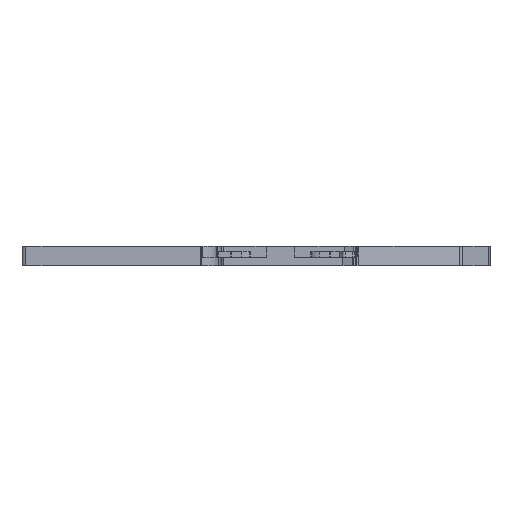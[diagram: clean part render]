
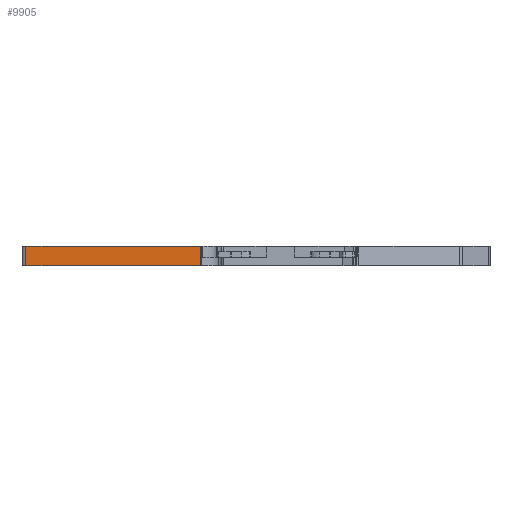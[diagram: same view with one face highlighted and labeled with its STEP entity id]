
A CAD part, front view. The second image highlights one B-rep face of the part: STEP entity #9905.
In plain terms, the highlighted planar face has unit normal (0, -1, 0).
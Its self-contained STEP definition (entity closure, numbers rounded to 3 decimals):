
#1696 = AXIS2_PLACEMENT_3D ( 'NONE', #9809, #9156, #8937 ) ;
#2254 = VERTEX_POINT ( 'NONE', #28622 ) ;
#3289 = LINE ( 'NONE', #5149, #9418 ) ;
#3677 = FACE_OUTER_BOUND ( 'NONE', #15457, .T. ) ;
#5002 = DIRECTION ( 'NONE',  ( 0., 0., -1. ) ) ;
#5149 = CARTESIAN_POINT ( 'NONE',  ( -23.633, -41.303, 4.438 ) ) ;
#6107 = ORIENTED_EDGE ( 'NONE', *, *, #16108, .T. ) ;
#6119 = VECTOR ( 'NONE', #33144, 1000. ) ;
#6132 = LINE ( 'NONE', #6838, #20134 ) ;
#6838 = CARTESIAN_POINT ( 'NONE',  ( -67.87, -41.303, 4.438 ) ) ;
#6944 = LINE ( 'NONE', #33032, #6119 ) ;
#8937 = DIRECTION ( 'NONE',  ( -1., 0., 0. ) ) ;
#9156 = DIRECTION ( 'NONE',  ( 0., 1., 0. ) ) ;
#9174 = DIRECTION ( 'NONE',  ( 1., 0., 0. ) ) ;
#9418 = VECTOR ( 'NONE', #5002, 1000. ) ;
#9764 = EDGE_CURVE ( 'NONE', #29327, #22753, #6944, .T. ) ;
#9809 = CARTESIAN_POINT ( 'NONE',  ( -67.87, -41.303, 4.438 ) ) ;
#9905 = ADVANCED_FACE ( 'NONE', ( #3677 ), #10497, .F. ) ;
#10497 = PLANE ( 'NONE',  #1696 ) ;
#10854 = CARTESIAN_POINT ( 'NONE',  ( -67.87, -41.303, -0.562 ) ) ;
#10962 = VECTOR ( 'NONE', #9174, 1000. ) ;
#11466 = ORIENTED_EDGE ( 'NONE', *, *, #19238, .T. ) ;
#13316 = DIRECTION ( 'NONE',  ( 0., 0., -1. ) ) ;
#15457 = EDGE_LOOP ( 'NONE', ( #6107, #23445, #32968, #11466 ) ) ;
#15650 = EDGE_CURVE ( 'NONE', #22753, #2254, #3289, .T. ) ;
#16108 = EDGE_CURVE ( 'NONE', #24146, #2254, #25035, .T. ) ;
#17520 = CARTESIAN_POINT ( 'NONE',  ( -23.633, -41.303, 4.438 ) ) ;
#19238 = EDGE_CURVE ( 'NONE', #29327, #24146, #6132, .T. ) ;
#20134 = VECTOR ( 'NONE', #13316, 1000. ) ;
#22753 = VERTEX_POINT ( 'NONE', #17520 ) ;
#23445 = ORIENTED_EDGE ( 'NONE', *, *, #15650, .F. ) ;
#24146 = VERTEX_POINT ( 'NONE', #31253 ) ;
#25035 = LINE ( 'NONE', #10854, #10962 ) ;
#28622 = CARTESIAN_POINT ( 'NONE',  ( -23.633, -41.303, -0.562 ) ) ;
#29327 = VERTEX_POINT ( 'NONE', #29682 ) ;
#29682 = CARTESIAN_POINT ( 'NONE',  ( -67.87, -41.303, 4.438 ) ) ;
#31253 = CARTESIAN_POINT ( 'NONE',  ( -67.87, -41.303, -0.562 ) ) ;
#32968 = ORIENTED_EDGE ( 'NONE', *, *, #9764, .F. ) ;
#33032 = CARTESIAN_POINT ( 'NONE',  ( -67.87, -41.303, 4.438 ) ) ;
#33144 = DIRECTION ( 'NONE',  ( 1., 0., 0. ) ) ;
